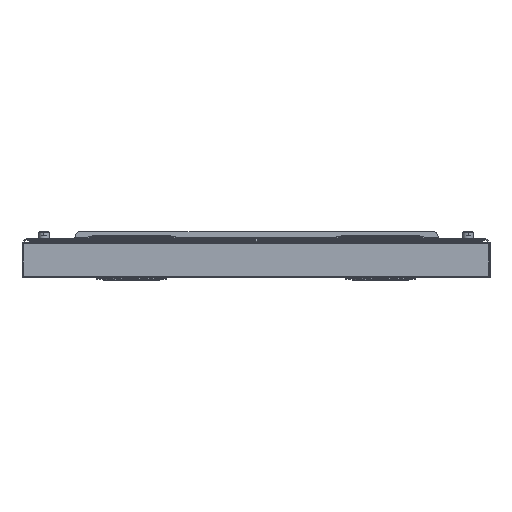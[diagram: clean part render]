
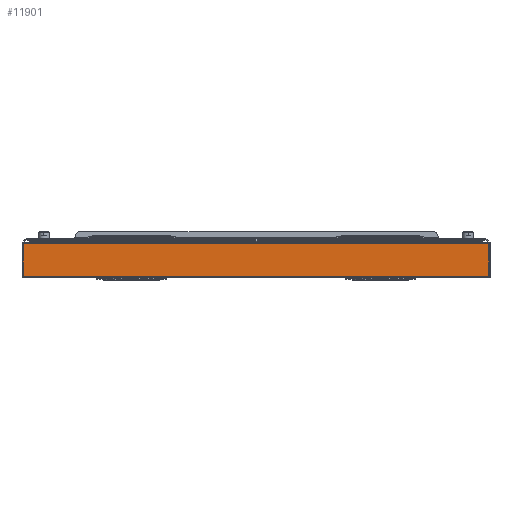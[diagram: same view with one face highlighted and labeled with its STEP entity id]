
A CAD part, front view. The second image highlights one B-rep face of the part: STEP entity #11901.
In plain terms, the highlighted face is planar.
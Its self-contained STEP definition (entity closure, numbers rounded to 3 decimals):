
#925=PLANE('',#13321);
#1546=FACE_OUTER_BOUND('',#2381,.T.);
#2381=EDGE_LOOP('',(#11047,#11048,#11049,#11050));
#3488=LINE('',#20205,#4635);
#3503=LINE('',#20237,#4650);
#3520=LINE('',#20270,#4667);
#3526=LINE('',#20281,#4673);
#4635=VECTOR('',#16565,10.);
#4650=VECTOR('',#16588,10.);
#4667=VECTOR('',#16617,10.);
#4673=VECTOR('',#16627,10.);
#6141=VERTEX_POINT('',#20194);
#6144=VERTEX_POINT('',#20202);
#6154=VERTEX_POINT('',#20226);
#6157=VERTEX_POINT('',#20234);
#7769=EDGE_CURVE('',#6141,#6144,#3488,.T.);
#7784=EDGE_CURVE('',#6154,#6157,#3503,.T.);
#7801=EDGE_CURVE('',#6157,#6141,#3520,.T.);
#7807=EDGE_CURVE('',#6144,#6154,#3526,.T.);
#11047=ORIENTED_EDGE('',*,*,#7807,.T.);
#11048=ORIENTED_EDGE('',*,*,#7784,.T.);
#11049=ORIENTED_EDGE('',*,*,#7801,.T.);
#11050=ORIENTED_EDGE('',*,*,#7769,.T.);
#11901=ADVANCED_FACE('',(#1546),#925,.T.);
#13321=AXIS2_PLACEMENT_3D('',#20280,#16625,#16626);
#16565=DIRECTION('',(-1.,0.,0.));
#16588=DIRECTION('',(1.,0.,0.));
#16617=DIRECTION('',(0.,0.,-1.));
#16625=DIRECTION('center_axis',(0.,1.,0.));
#16626=DIRECTION('ref_axis',(0.,0.,1.));
#16627=DIRECTION('',(0.,0.,1.));
#20194=CARTESIAN_POINT('',(399.5,2.,-30.));
#20202=CARTESIAN_POINT('',(-399.5,2.,-30.));
#20205=CARTESIAN_POINT('',(99.875,2.,-30.));
#20226=CARTESIAN_POINT('',(-399.5,2.,30.));
#20234=CARTESIAN_POINT('',(399.5,2.,30.));
#20237=CARTESIAN_POINT('',(99.875,2.,30.));
#20270=CARTESIAN_POINT('',(399.5,2.,-30.));
#20280=CARTESIAN_POINT('Origin',(199.75,2.,0.));
#20281=CARTESIAN_POINT('',(-399.5,2.,30.));
